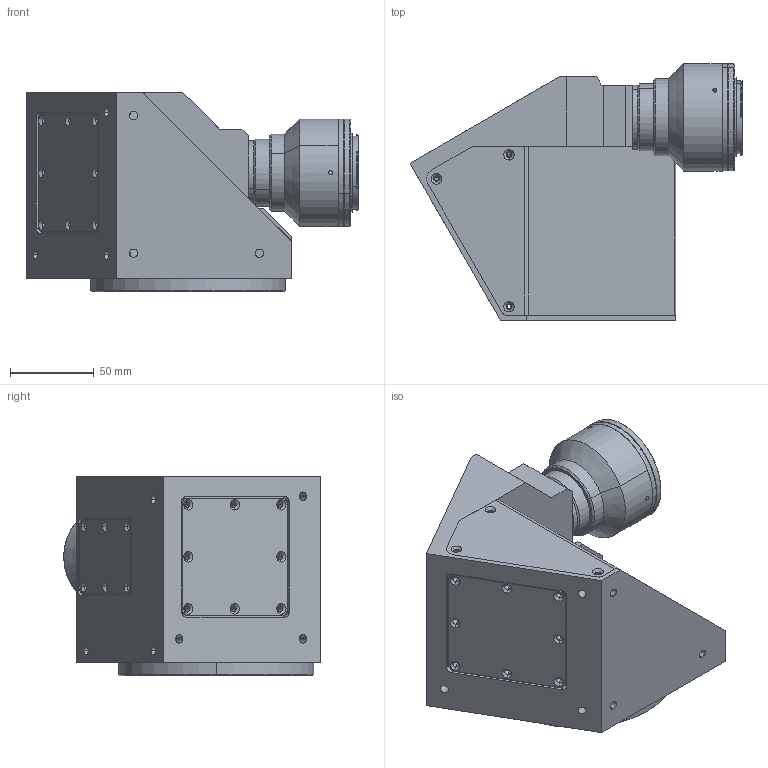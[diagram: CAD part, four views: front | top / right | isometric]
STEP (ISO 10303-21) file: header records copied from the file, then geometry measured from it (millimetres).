
FILE_DESCRIPTION (( 'STEP AP214' ), '1' );
FILE_NAME ('TCCR4M080-F.STEP', '2015-07-21T10:21:30', ( '' ), ( '' ), 'SwSTEP 2.0', 'SolidWorks 2013', '' );
FILE_SCHEMA (( 'AUTOMOTIVE_DESIGN' ));
Length unit declared in the file: millimetre
Products named in the file (1): TCCR4M080-F
Bounding box: 197.72 x 152.89 x 118.9 mm (x, y, z)
Surface area: 130539.8 mm2 (no closed solid volume)
Topology: 0 solids, 10 shells, 286 faces, 836 edges, 562 vertices
Faces by surface type: cylinder 139, plane 83, cone 62, sphere 2
Entity records: 12931 total; most frequent: CARTESIAN_POINT 1949, DIRECTION 1768, ORIENTED_EDGE 1421, EDGE_CURVE 836, AXIS2_PLACEMENT_3D 669, VERTEX_POINT 562, VECTOR 430, LINE 430
